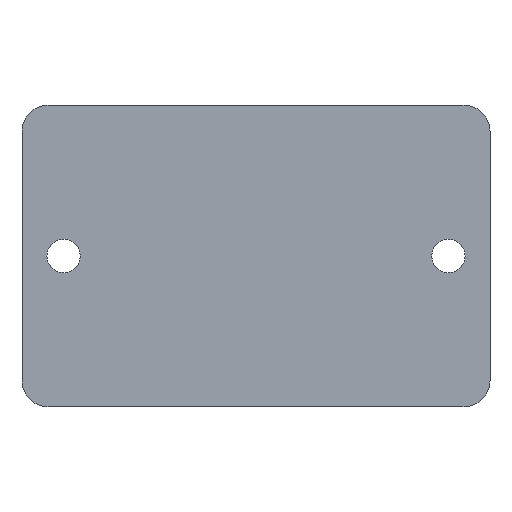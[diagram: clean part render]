
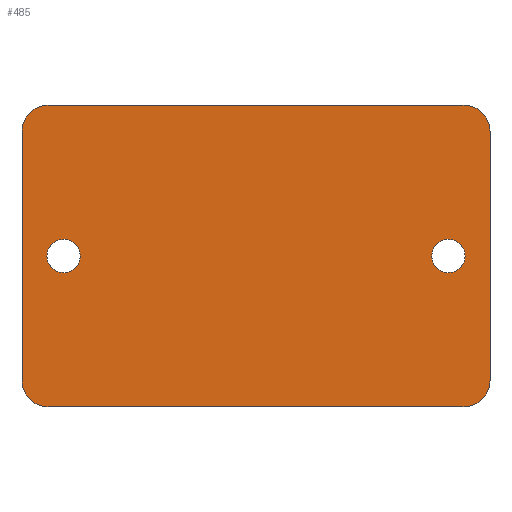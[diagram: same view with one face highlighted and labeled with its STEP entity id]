
A CAD part, front view. The second image highlights one B-rep face of the part: STEP entity #485.
In plain terms, the highlighted planar face has unit normal (0, -1, 0).
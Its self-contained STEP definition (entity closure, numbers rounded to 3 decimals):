
#5 = CARTESIAN_POINT ( 'NONE',  ( -18.5, -2.4, -1.6 ) ) ;
#10 = VERTEX_POINT ( 'NONE', #5 ) ;
#11 = DIRECTION ( 'NONE',  ( 0., 0., 1. ) ) ;
#16 = ORIENTED_EDGE ( 'NONE', *, *, #284, .T. ) ;
#17 = FACE_BOUND ( 'NONE', #257, .T. ) ;
#18 = CARTESIAN_POINT ( 'NONE',  ( -20., -2.4, 14.5 ) ) ;
#22 = DIRECTION ( 'NONE',  ( 0., 1., 0. ) ) ;
#27 = VERTEX_POINT ( 'NONE', #286 ) ;
#31 = DIRECTION ( 'NONE',  ( 0., 0., 1. ) ) ;
#43 = EDGE_CURVE ( 'NONE', #87, #92, #214, .T. ) ;
#45 = CARTESIAN_POINT ( 'NONE',  ( -22.5, -2.4, 14.5 ) ) ;
#50 = FACE_OUTER_BOUND ( 'NONE', #420, .T. ) ;
#53 = CARTESIAN_POINT ( 'NONE',  ( -20., -2.4, -14.5 ) ) ;
#58 = CARTESIAN_POINT ( 'NONE',  ( 22.5, -2.4, 14.5 ) ) ;
#60 = PLANE ( 'NONE',  #208 ) ;
#61 = CARTESIAN_POINT ( 'NONE',  ( 18.5, -2.4, 1.6 ) ) ;
#67 = ORIENTED_EDGE ( 'NONE', *, *, #273, .T. ) ;
#72 = VERTEX_POINT ( 'NONE', #117 ) ;
#82 = CARTESIAN_POINT ( 'NONE',  ( 20., -2.4, -12. ) ) ;
#87 = VERTEX_POINT ( 'NONE', #291 ) ;
#92 = VERTEX_POINT ( 'NONE', #282 ) ;
#100 = CARTESIAN_POINT ( 'NONE',  ( 22.5, -2.4, -14.5 ) ) ;
#103 = VERTEX_POINT ( 'NONE', #248 ) ;
#108 = VERTEX_POINT ( 'NONE', #449 ) ;
#109 = DIRECTION ( 'NONE',  ( 0., 0., 1. ) ) ;
#110 = ORIENTED_EDGE ( 'NONE', *, *, #114, .T. ) ;
#113 = ORIENTED_EDGE ( 'NONE', *, *, #362, .T. ) ;
#114 = EDGE_CURVE ( 'NONE', #72, #216, #443, .T. ) ;
#117 = CARTESIAN_POINT ( 'NONE',  ( 20., -2.4, -14.5 ) ) ;
#121 = VECTOR ( 'NONE', #475, 1000. ) ;
#124 = AXIS2_PLACEMENT_3D ( 'NONE', #511, #230, #501 ) ;
#133 = CARTESIAN_POINT ( 'NONE',  ( 18.5, -2.4, 0. ) ) ;
#142 = AXIS2_PLACEMENT_3D ( 'NONE', #500, #229, #11 ) ;
#150 = CARTESIAN_POINT ( 'NONE',  ( -20., -2.4, -12. ) ) ;
#167 = EDGE_CURVE ( 'NONE', #103, #10, #193, .T. ) ;
#174 = FACE_BOUND ( 'NONE', #228, .T. ) ;
#176 = EDGE_CURVE ( 'NONE', #188, #108, #222, .T. ) ;
#178 = LINE ( 'NONE', #100, #199 ) ;
#188 = VERTEX_POINT ( 'NONE', #18 ) ;
#193 = CIRCLE ( 'NONE', #504, 1.6 ) ;
#197 = EDGE_CURVE ( 'NONE', #260, #27, #298, .T. ) ;
#199 = VECTOR ( 'NONE', #466, 1000. ) ;
#208 = AXIS2_PLACEMENT_3D ( 'NONE', #336, #459, #473 ) ;
#214 = LINE ( 'NONE', #45, #283 ) ;
#216 = VERTEX_POINT ( 'NONE', #381 ) ;
#222 = LINE ( 'NONE', #378, #121 ) ;
#223 = VECTOR ( 'NONE', #505, 1000. ) ;
#228 = EDGE_LOOP ( 'NONE', ( #268, #67 ) ) ;
#229 = DIRECTION ( 'NONE',  ( 0., -1., 0. ) ) ;
#230 = DIRECTION ( 'NONE',  ( 0., 1., 0. ) ) ;
#247 = CARTESIAN_POINT ( 'NONE',  ( -18.5, -2.4, 0. ) ) ;
#248 = CARTESIAN_POINT ( 'NONE',  ( -18.5, -2.4, 1.6 ) ) ;
#250 = VERTEX_POINT ( 'NONE', #337 ) ;
#256 = AXIS2_PLACEMENT_3D ( 'NONE', #133, #269, #390 ) ;
#257 = EDGE_LOOP ( 'NONE', ( #440, #16 ) ) ;
#260 = VERTEX_POINT ( 'NONE', #61 ) ;
#268 = ORIENTED_EDGE ( 'NONE', *, *, #197, .T. ) ;
#269 = DIRECTION ( 'NONE',  ( 0., 1., 0. ) ) ;
#273 = EDGE_CURVE ( 'NONE', #27, #260, #521, .T. ) ;
#276 = AXIS2_PLACEMENT_3D ( 'NONE', #82, #452, #415 ) ;
#282 = CARTESIAN_POINT ( 'NONE',  ( -22.5, -2.4, 12. ) ) ;
#283 = VECTOR ( 'NONE', #406, 1000. ) ;
#284 = EDGE_CURVE ( 'NONE', #10, #103, #327, .T. ) ;
#286 = CARTESIAN_POINT ( 'NONE',  ( 18.5, -2.4, -1.6 ) ) ;
#290 = DIRECTION ( 'NONE',  ( 0., -1., 0. ) ) ;
#291 = CARTESIAN_POINT ( 'NONE',  ( -22.5, -2.4, -12. ) ) ;
#292 = EDGE_CURVE ( 'NONE', #250, #216, #423, .T. ) ;
#298 = CIRCLE ( 'NONE', #256, 1.6 ) ;
#311 = ORIENTED_EDGE ( 'NONE', *, *, #374, .F. ) ;
#315 = DIRECTION ( 'NONE',  ( 0., -1., 0. ) ) ;
#320 = CIRCLE ( 'NONE', #444, 2.5 ) ;
#327 = CIRCLE ( 'NONE', #380, 1.6 ) ;
#333 = CARTESIAN_POINT ( 'NONE',  ( -18.5, -2.4, 0. ) ) ;
#335 = ORIENTED_EDGE ( 'NONE', *, *, #292, .F. ) ;
#336 = CARTESIAN_POINT ( 'NONE',  ( 0., -2.4, 0. ) ) ;
#337 = CARTESIAN_POINT ( 'NONE',  ( 22.5, -2.4, 12. ) ) ;
#362 = EDGE_CURVE ( 'NONE', #87, #464, #427, .T. ) ;
#374 = EDGE_CURVE ( 'NONE', #72, #464, #178, .T. ) ;
#376 = ORIENTED_EDGE ( 'NONE', *, *, #43, .F. ) ;
#378 = CARTESIAN_POINT ( 'NONE',  ( 22.5, -2.4, 14.5 ) ) ;
#380 = AXIS2_PLACEMENT_3D ( 'NONE', #333, #22, #419 ) ;
#381 = CARTESIAN_POINT ( 'NONE',  ( 22.5, -2.4, -12. ) ) ;
#390 = DIRECTION ( 'NONE',  ( 0., 0., 1. ) ) ;
#406 = DIRECTION ( 'NONE',  ( 0., 0., 1. ) ) ;
#415 = DIRECTION ( 'NONE',  ( 0., 0., 1. ) ) ;
#419 = DIRECTION ( 'NONE',  ( 0., 0., 1. ) ) ;
#420 = EDGE_LOOP ( 'NONE', ( #481, #434, #376, #113, #311, #110, #335, #477 ) ) ;
#423 = LINE ( 'NONE', #58, #223 ) ;
#426 = DIRECTION ( 'NONE',  ( 0., 0., 1. ) ) ;
#427 = CIRCLE ( 'NONE', #492, 2.5 ) ;
#433 = DIRECTION ( 'NONE',  ( 0., 1., 0. ) ) ;
#434 = ORIENTED_EDGE ( 'NONE', *, *, #489, .T. ) ;
#440 = ORIENTED_EDGE ( 'NONE', *, *, #167, .T. ) ;
#443 = CIRCLE ( 'NONE', #276, 2.5 ) ;
#444 = AXIS2_PLACEMENT_3D ( 'NONE', #503, #290, #426 ) ;
#449 = CARTESIAN_POINT ( 'NONE',  ( 20., -2.4, 14.5 ) ) ;
#452 = DIRECTION ( 'NONE',  ( 0., -1., 0. ) ) ;
#459 = DIRECTION ( 'NONE',  ( 0., 1., 0. ) ) ;
#464 = VERTEX_POINT ( 'NONE', #53 ) ;
#466 = DIRECTION ( 'NONE',  ( -1., 0., 0. ) ) ;
#473 = DIRECTION ( 'NONE',  ( 0., 0., 1. ) ) ;
#475 = DIRECTION ( 'NONE',  ( 1., 0., 0. ) ) ;
#477 = ORIENTED_EDGE ( 'NONE', *, *, #479, .T. ) ;
#479 = EDGE_CURVE ( 'NONE', #250, #108, #320, .T. ) ;
#481 = ORIENTED_EDGE ( 'NONE', *, *, #176, .F. ) ;
#485 = ADVANCED_FACE ( 'NONE', ( #17, #174, #50 ), #60, .F. ) ;
#489 = EDGE_CURVE ( 'NONE', #188, #92, #506, .T. ) ;
#492 = AXIS2_PLACEMENT_3D ( 'NONE', #150, #315, #31 ) ;
#500 = CARTESIAN_POINT ( 'NONE',  ( -20., -2.4, 12. ) ) ;
#501 = DIRECTION ( 'NONE',  ( 0., 0., 1. ) ) ;
#503 = CARTESIAN_POINT ( 'NONE',  ( 20., -2.4, 12. ) ) ;
#504 = AXIS2_PLACEMENT_3D ( 'NONE', #247, #433, #109 ) ;
#505 = DIRECTION ( 'NONE',  ( 0., 0., -1. ) ) ;
#506 = CIRCLE ( 'NONE', #142, 2.5 ) ;
#511 = CARTESIAN_POINT ( 'NONE',  ( 18.5, -2.4, 0. ) ) ;
#521 = CIRCLE ( 'NONE', #124, 1.6 ) ;
